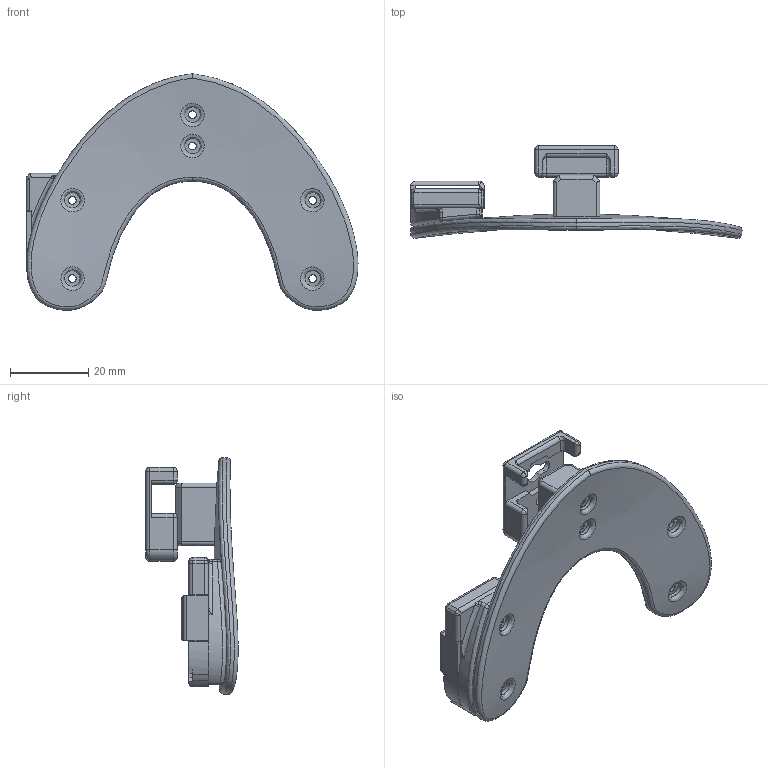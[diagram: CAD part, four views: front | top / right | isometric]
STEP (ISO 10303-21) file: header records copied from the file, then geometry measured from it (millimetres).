
FILE_DESCRIPTION(/* description */ (''),/* implementation_level */ '2;1');
FILE_NAME(/* name */ 'AIAIAI Hummingbird V2.step',/* time_stamp */ '2024-08-11T20:26:10-07:00',/* author */ (''),/* organization */ (''),/* preprocessor_version */ 'ST-DEVELOPER v20',/* originating_system */ 'Autodesk Translation Framework v13.14.0.145',/* authorisation */ '');
FILE_SCHEMA (('AUTOMOTIVE_DESIGN { 1 0 10303 214 3 1 1 }'));
Length unit declared in the file: millimetre
Products named in the file (1): AIAIAI Hummingbird V2
Bounding box: 84.87 x 23.57 x 60.49 mm (x, y, z)
Volume: 15796.3 mm3; surface area: 11825 mm2
Topology: 5 solids, 5 shells, 239 faces, 594 edges, 370 vertices
Faces by surface type: plane 85, cylinder 79, bspline 50, sphere 19, torus 6
Full cylindrical faces by diameter (mm): 2 x4
Entity records: 12756 total; most frequent: CARTESIAN_POINT 7341, ORIENTED_EDGE 1186, DIRECTION 978, EDGE_CURVE 593, VERTEX_POINT 370, AXIS2_PLACEMENT_3D 345, LINE 288, VECTOR 288
